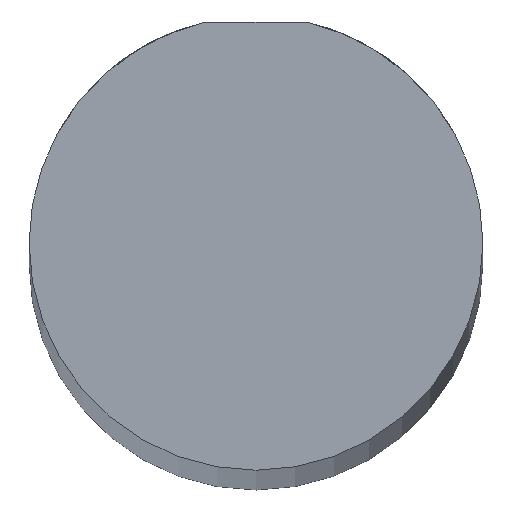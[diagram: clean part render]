
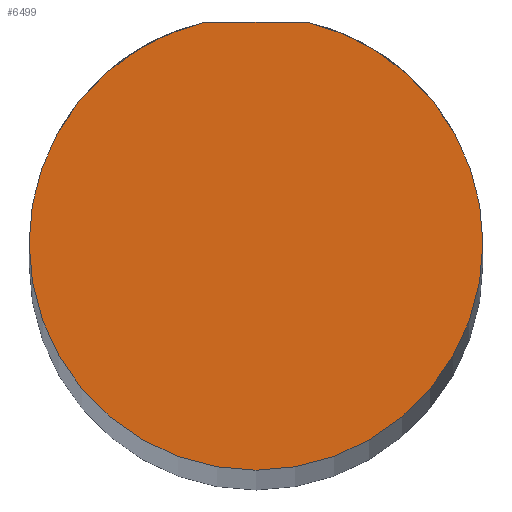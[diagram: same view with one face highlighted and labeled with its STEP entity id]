
A CAD part, top view. The second image highlights one B-rep face of the part: STEP entity #6499.
In plain terms, the highlighted planar face has unit normal (0, 0, 1).
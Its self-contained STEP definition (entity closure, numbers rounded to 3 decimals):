
#28 = CARTESIAN_POINT ( 'NONE',  ( 0., 0., 500. ) ) ;
#646 = VERTEX_POINT ( 'NONE', #8421 ) ;
#723 = ORIENTED_EDGE ( 'NONE', *, *, #8145, .F. ) ;
#791 = CIRCLE ( 'NONE', #5781, 10. ) ;
#1569 = ORIENTED_EDGE ( 'NONE', *, *, #9093, .F. ) ;
#1738 = DIRECTION ( 'NONE',  ( 0., 0., 1. ) ) ;
#2027 = CIRCLE ( 'NONE', #3827, 10. ) ;
#2414 = DIRECTION ( 'NONE',  ( 0., 0., -1. ) ) ;
#2683 = CIRCLE ( 'NONE', #4113, 10. ) ;
#2765 = DIRECTION ( 'NONE',  ( -1., 0., 0. ) ) ;
#3072 = AXIS2_PLACEMENT_3D ( 'NONE', #28, #1738, #10996 ) ;
#3078 = VECTOR ( 'NONE', #5780, 1000. ) ;
#3210 = CARTESIAN_POINT ( 'NONE',  ( 10., 0., 500. ) ) ;
#3221 = CARTESIAN_POINT ( 'NONE',  ( -10., 0., 500. ) ) ;
#3827 = AXIS2_PLACEMENT_3D ( 'NONE', #8443, #4914, #8323 ) ;
#4083 = VERTEX_POINT ( 'NONE', #3221 ) ;
#4113 = AXIS2_PLACEMENT_3D ( 'NONE', #7964, #10356, #2765 ) ;
#4757 = CARTESIAN_POINT ( 'NONE',  ( 0., 0., 500. ) ) ;
#4912 = CARTESIAN_POINT ( 'NONE',  ( 2.222, 9.75, 500. ) ) ;
#4914 = DIRECTION ( 'NONE',  ( 0., 0., -1. ) ) ;
#5125 = LINE ( 'NONE', #7405, #3078 ) ;
#5421 = EDGE_CURVE ( 'NONE', #10589, #4083, #2027, .T. ) ;
#5780 = DIRECTION ( 'NONE',  ( -1., 0., 0. ) ) ;
#5781 = AXIS2_PLACEMENT_3D ( 'NONE', #4757, #2414, #10066 ) ;
#5873 = PLANE ( 'NONE',  #3072 ) ;
#6080 = EDGE_LOOP ( 'NONE', ( #1569, #10885, #723, #6774 ) ) ;
#6499 = ADVANCED_FACE ( 'NONE', ( #10218 ), #5873, .T. ) ;
#6774 = ORIENTED_EDGE ( 'NONE', *, *, #5421, .F. ) ;
#6863 = EDGE_CURVE ( 'NONE', #7493, #646, #5125, .T. ) ;
#7405 = CARTESIAN_POINT ( 'NONE',  ( 0., 9.75, 500. ) ) ;
#7493 = VERTEX_POINT ( 'NONE', #4912 ) ;
#7964 = CARTESIAN_POINT ( 'NONE',  ( 0., 0., 500. ) ) ;
#8145 = EDGE_CURVE ( 'NONE', #4083, #646, #791, .T. ) ;
#8323 = DIRECTION ( 'NONE',  ( -1., 0., 0. ) ) ;
#8421 = CARTESIAN_POINT ( 'NONE',  ( -2.222, 9.75, 500. ) ) ;
#8443 = CARTESIAN_POINT ( 'NONE',  ( 0., 0., 500. ) ) ;
#9093 = EDGE_CURVE ( 'NONE', #7493, #10589, #2683, .T. ) ;
#10066 = DIRECTION ( 'NONE',  ( -1., 0., 0. ) ) ;
#10218 = FACE_OUTER_BOUND ( 'NONE', #6080, .T. ) ;
#10356 = DIRECTION ( 'NONE',  ( 0., 0., -1. ) ) ;
#10589 = VERTEX_POINT ( 'NONE', #3210 ) ;
#10885 = ORIENTED_EDGE ( 'NONE', *, *, #6863, .T. ) ;
#10996 = DIRECTION ( 'NONE',  ( 1., 0., 0. ) ) ;
